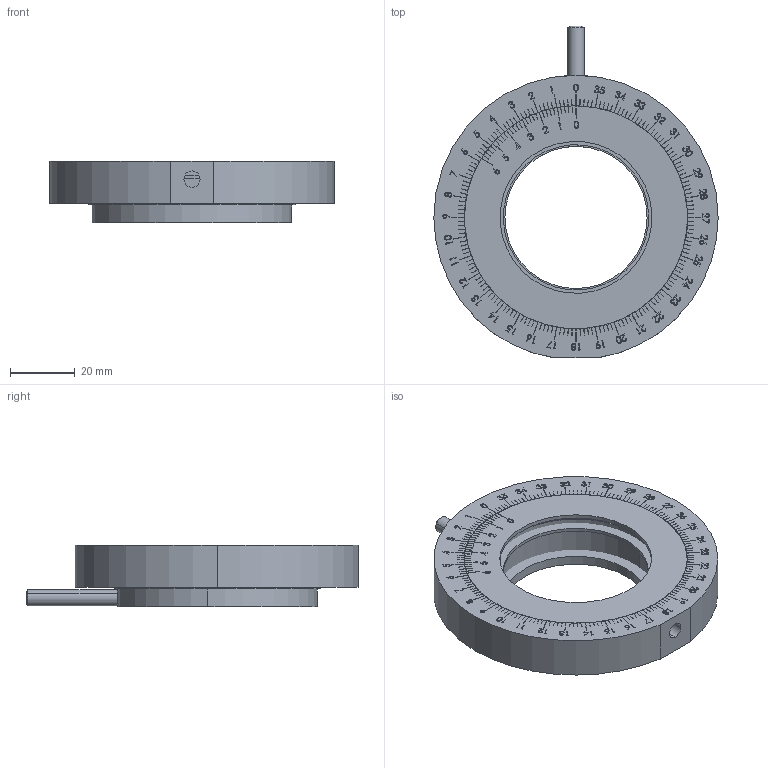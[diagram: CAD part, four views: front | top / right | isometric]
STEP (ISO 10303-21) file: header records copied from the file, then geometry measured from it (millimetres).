
FILE_DESCRIPTION (( 'STEP AP203' ), '1' );
FILE_NAME ('M-PPM-2.STEP', '2018-09-25T02:49:05', ( '¦K¬P' ), ( '' ), 'SwSTEP 2.0', 'SolidWorks 2016', '' );
FILE_SCHEMA (( 'CONFIG_CONTROL_DESIGN' ));
Length unit declared in the file: millimetre
Products named in the file (1): M-PPM-2
Bounding box: 88 x 102.75 x 19 mm (x, y, z)
Surface area: 24122.6 mm2 (no closed solid volume)
Topology: 0 solids, 6 shells, 352 faces, 2141 edges, 1850 vertices
Faces by surface type: plane 310, cylinder 40, cone 2
Entity records: 28456 total; most frequent: CARTESIAN_POINT 11454, ORIENTED_EDGE 3960, DIRECTION 3147, EDGE_CURVE 2141, VERTEX_POINT 1850, AXIS2_PLACEMENT_3D 1102, LINE 943, VECTOR 943
